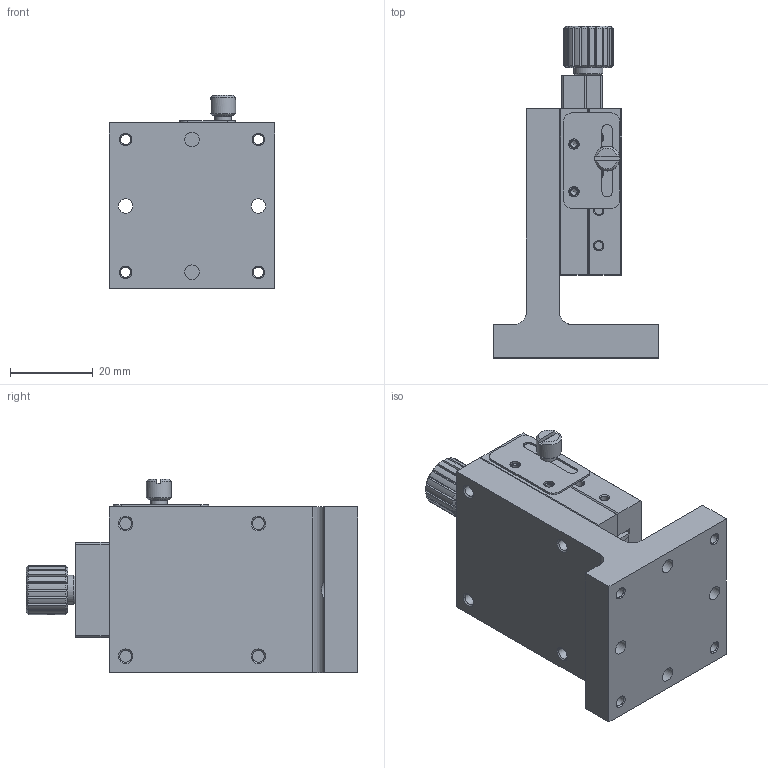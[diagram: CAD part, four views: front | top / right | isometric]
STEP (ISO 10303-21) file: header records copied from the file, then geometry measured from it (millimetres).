
FILE_DESCRIPTION (( 'STEP AP203' ), '1' );
FILE_NAME ('528806.STEP', '2024-10-15T06:37:27', ( 'Windows User' ), ( 'P R C' ), 'SwSTEP 2.0', 'SolidWorks 2020', '' );
FILE_SCHEMA (( 'CONFIG_CONTROL_DESIGN' ));
Length unit declared in the file: millimetre
Products named in the file (1): 528806
Bounding box: 40 x 80 x 46.7 mm (x, y, z)
Volume: 51778.2 mm3; surface area: 25118.1 mm2
Topology: 4 solids, 5 shells, 391 faces, 936 edges, 585 vertices
Faces by surface type: plane 168, cylinder 114, cone 108, bspline 1
Full cylindrical faces by diameter (mm): 1.567 x17, 2 x1, 2.013 x5, 2.459 x13, 2.5 x10, 2.85 x4, 3 x1, 3.242 x1, 3.5 x8, 4 x8, 5 x1, 6 x11, 7 x1
Entity records: 10436 total; most frequent: CARTESIAN_POINT 2070, DIRECTION 1740, ORIENTED_EDGE 1474, EDGE_CURVE 737, AXIS2_PLACEMENT_3D 711, EDGE_LOOP 626, VERTEX_POINT 531, FACE_OUTER_BOUND 472
